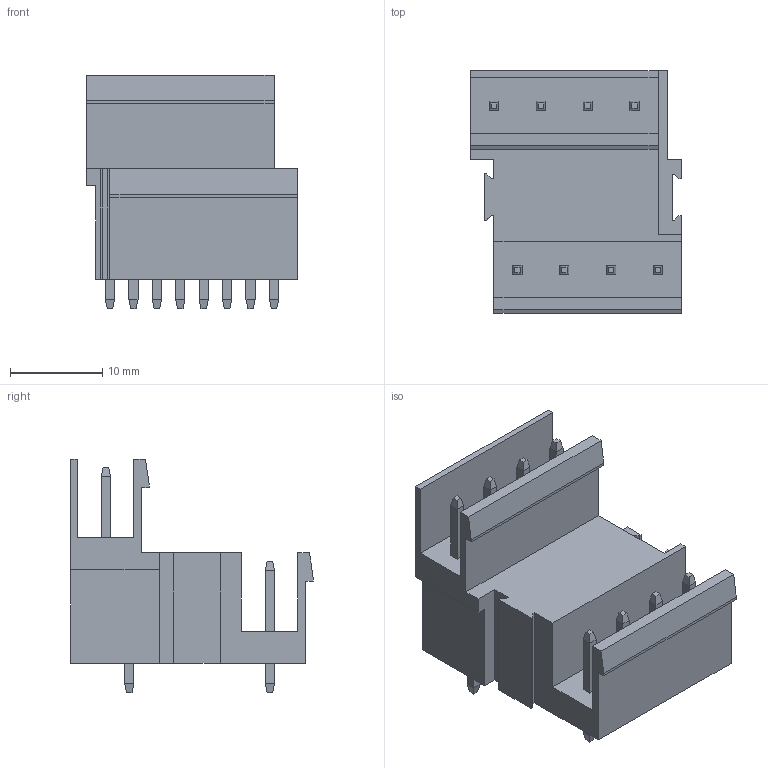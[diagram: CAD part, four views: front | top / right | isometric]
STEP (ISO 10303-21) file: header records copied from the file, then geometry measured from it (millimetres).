
FILE_DESCRIPTION(('CATIA V5 STEP Exchange','CAx-IF Rec.Pracs.--- Model Styling and Organization---1.2---2011-12-15'),'2;1');
FILE_NAME ('D1454954_0_1725670000_1725670000.stp','2018-11-10T04:59:32+00:00',('none'),('Weidmueller'),'CATIA Version 5-6 Release 2014','CATIA V5 STEP AP214','none');
FILE_SCHEMA(('AUTOMOTIVE_DESIGN { 1 0 10303 214 1 1 1 1 }'));
Length unit declared in the file: millimetre
Products named in the file (1): 1725670000
Bounding box: 22.86 x 26.28 x 25.36 mm (x, y, z)
Volume: 5824.3 mm3; surface area: 4276.5 mm2
Topology: 9 solids, 9 shells, 255 faces, 647 edges, 410 vertices
Faces by surface type: plane 223, cylinder 32
Entity records: 6892 total; most frequent: ORIENTED_EDGE 1294, CARTESIAN_POINT 1259, DIRECTION 857, EDGE_CURVE 647, VECTOR 519, LINE 519, VERTEX_POINT 410, EDGE_LOOP 271
